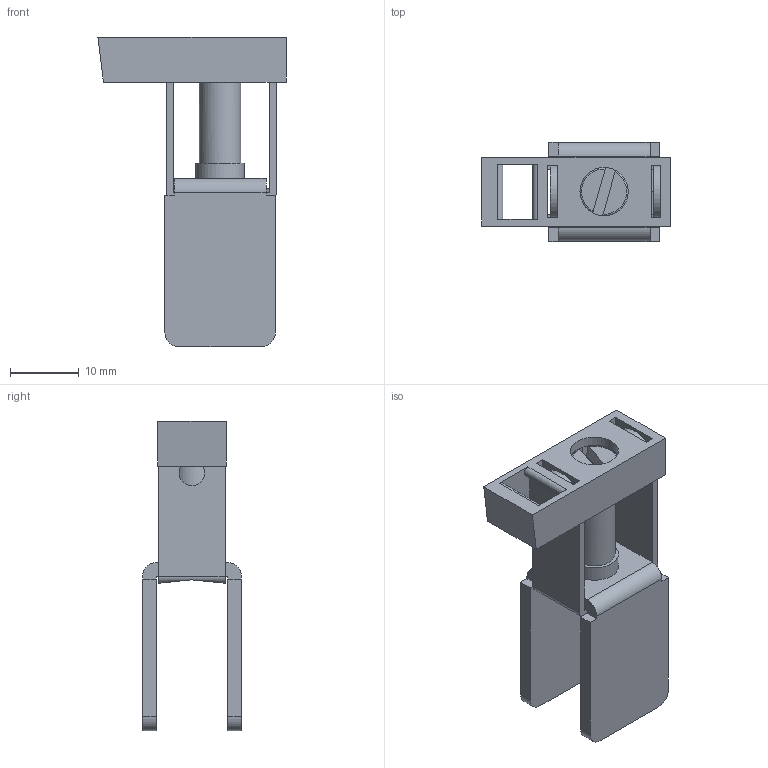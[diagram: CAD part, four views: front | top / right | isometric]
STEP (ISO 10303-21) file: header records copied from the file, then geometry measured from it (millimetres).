
FILE_DESCRIPTION(/* description */ ('Unknown'),/* implementation_level */ '2;1');
FILE_NAME(/* name */ 'KNL35_3D_SOLID',/* time_stamp */ '2025-03-06T11:49:27+05:00',/* author */ ('Unknown'),/* organization */ ('Unknown'),/* preprocessor_version */ 'ST-DEVELOPER v16.7',/* originating_system */ 'Solid Edge',/* authorisation */ 'Unknown');
FILE_SCHEMA (('AUTOMOTIVE_DESIGN {1 0 10303 214 3 1 1}'));
Length unit declared in the file: millimetre
Products named in the file (1): KNL35_3D_SOLID
Bounding box: 27.3 x 14.35 x 44.9 mm (x, y, z)
Volume: 3664.2 mm3; surface area: 4969.3 mm2
Topology: 1 solids, 2 shells, 367 faces, 1004 edges, 638 vertices
Faces by surface type: plane 333, cylinder 30, torus 3, cone 1
Full cylindrical faces by diameter (mm): 3.7 x2, 4.5 x1, 5 x1, 6 x1, 7 x2
Entity records: 13857 total; most frequent: CARTESIAN_POINT 2011, ORIENTED_EDGE 1976, DIRECTION 1795, EDGE_CURVE 988, LINE 901, VECTOR 901, VERTEX_POINT 631, AXIS2_PLACEMENT_3D 447
